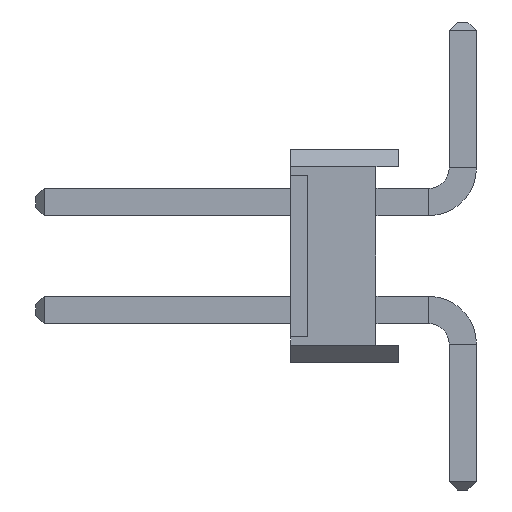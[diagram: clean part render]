
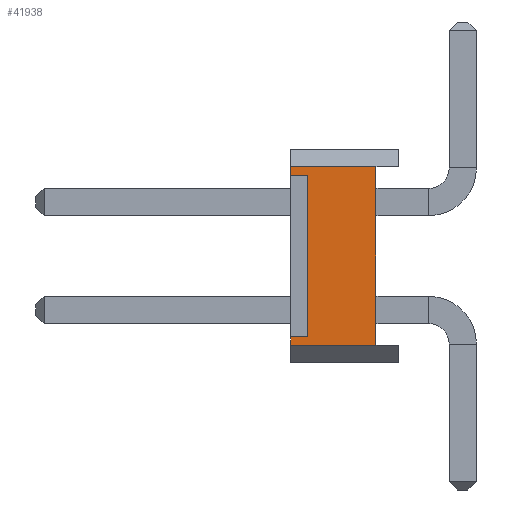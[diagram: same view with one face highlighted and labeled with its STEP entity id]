
A CAD part, left-side view. The second image highlights one B-rep face of the part: STEP entity #41938.
In plain terms, the highlighted planar face has unit normal (-1, 0, 0).
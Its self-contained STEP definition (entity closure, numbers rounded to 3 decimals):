
#3247 = EDGE_CURVE ( 'NONE', #20585, #3293, #27198, .T. ) ;
#3293 = VERTEX_POINT ( 'NONE', #42780 ) ;
#3757 = ORIENTED_EDGE ( 'NONE', *, *, #13427, .F. ) ;
#4078 = DIRECTION ( 'NONE',  ( 0., 0., -1. ) ) ;
#5127 = ORIENTED_EDGE ( 'NONE', *, *, #23504, .F. ) ;
#6913 = CARTESIAN_POINT ( 'NONE',  ( -1.27, 2.14, -1.9 ) ) ;
#6994 = ORIENTED_EDGE ( 'NONE', *, *, #15709, .F. ) ;
#8130 = PLANE ( 'NONE',  #36777 ) ;
#9138 = LINE ( 'NONE', #34664, #15959 ) ;
#9356 = VECTOR ( 'NONE', #25616, 1000. ) ;
#9521 = ORIENTED_EDGE ( 'NONE', *, *, #11961, .T. ) ;
#9890 = CARTESIAN_POINT ( 'NONE',  ( -1.27, 2.54, 1.9 ) ) ;
#10247 = LINE ( 'NONE', #29203, #39526 ) ;
#10418 = DIRECTION ( 'NONE',  ( 0., 0., 1. ) ) ;
#11146 = VERTEX_POINT ( 'NONE', #33363 ) ;
#11776 = CARTESIAN_POINT ( 'NONE',  ( -1.27, 2.54, -2.1 ) ) ;
#11961 = EDGE_CURVE ( 'NONE', #20585, #38846, #18996, .T. ) ;
#13378 = CARTESIAN_POINT ( 'NONE',  ( -1.27, 2.54, -2.1 ) ) ;
#13427 = EDGE_CURVE ( 'NONE', #20320, #11146, #41648, .T. ) ;
#14860 = FACE_OUTER_BOUND ( 'NONE', #40060, .T. ) ;
#15709 = EDGE_CURVE ( 'NONE', #11146, #38846, #37125, .T. ) ;
#15769 = VECTOR ( 'NONE', #4078, 1000. ) ;
#15959 = VECTOR ( 'NONE', #27338, 1000. ) ;
#17012 = VECTOR ( 'NONE', #27554, 1000. ) ;
#17907 = CARTESIAN_POINT ( 'NONE',  ( -1.27, 2.54, 2.1 ) ) ;
#18065 = DIRECTION ( 'NONE',  ( 0., -1., 0. ) ) ;
#18364 = VERTEX_POINT ( 'NONE', #40292 ) ;
#18373 = CARTESIAN_POINT ( 'NONE',  ( -1.27, 2.54, -2.1 ) ) ;
#18996 = LINE ( 'NONE', #18373, #9356 ) ;
#19040 = DIRECTION ( 'NONE',  ( 0., 0., -1. ) ) ;
#19667 = VERTEX_POINT ( 'NONE', #38813 ) ;
#20320 = VERTEX_POINT ( 'NONE', #36846 ) ;
#20585 = VERTEX_POINT ( 'NONE', #38060 ) ;
#21413 = CARTESIAN_POINT ( 'NONE',  ( -1.27, 0.54, 2.1 ) ) ;
#22953 = CARTESIAN_POINT ( 'NONE',  ( -1.27, 0.54, -2.1 ) ) ;
#23504 = EDGE_CURVE ( 'NONE', #19667, #18364, #44037, .T. ) ;
#25616 = DIRECTION ( 'NONE',  ( 0., -1., 0. ) ) ;
#27198 = LINE ( 'NONE', #13378, #17012 ) ;
#27338 = DIRECTION ( 'NONE',  ( 0., 1., 0. ) ) ;
#27554 = DIRECTION ( 'NONE',  ( 0., 0., 1. ) ) ;
#29203 = CARTESIAN_POINT ( 'NONE',  ( -1.27, 2.54, -2.1 ) ) ;
#31593 = VECTOR ( 'NONE', #18065, 1000. ) ;
#32038 = ORIENTED_EDGE ( 'NONE', *, *, #39973, .F. ) ;
#32218 = VECTOR ( 'NONE', #10418, 1000. ) ;
#33363 = CARTESIAN_POINT ( 'NONE',  ( -1.27, 0.54, 2.1 ) ) ;
#34664 = CARTESIAN_POINT ( 'NONE',  ( -1.27, 2.14, -1.9 ) ) ;
#35120 = VERTEX_POINT ( 'NONE', #9890 ) ;
#35481 = CARTESIAN_POINT ( 'NONE',  ( -1.27, 2.14, 1.9 ) ) ;
#35726 = VECTOR ( 'NONE', #46198, 1000. ) ;
#36554 = DIRECTION ( 'NONE',  ( 0., 0., 1. ) ) ;
#36619 = EDGE_CURVE ( 'NONE', #35120, #20320, #10247, .T. ) ;
#36777 = AXIS2_PLACEMENT_3D ( 'NONE', #11776, #36919, #19040 ) ;
#36846 = CARTESIAN_POINT ( 'NONE',  ( -1.27, 2.54, 2.1 ) ) ;
#36919 = DIRECTION ( 'NONE',  ( 1., 0., 0. ) ) ;
#37125 = LINE ( 'NONE', #21413, #15769 ) ;
#38060 = CARTESIAN_POINT ( 'NONE',  ( -1.27, 2.54, -2.1 ) ) ;
#38813 = CARTESIAN_POINT ( 'NONE',  ( -1.27, 2.14, -1.9 ) ) ;
#38846 = VERTEX_POINT ( 'NONE', #22953 ) ;
#39526 = VECTOR ( 'NONE', #36554, 1000. ) ;
#39668 = ORIENTED_EDGE ( 'NONE', *, *, #36619, .F. ) ;
#39973 = EDGE_CURVE ( 'NONE', #18364, #35120, #44217, .T. ) ;
#40042 = ORIENTED_EDGE ( 'NONE', *, *, #44877, .T. ) ;
#40060 = EDGE_LOOP ( 'NONE', ( #5127, #40042, #42535, #9521, #6994, #3757, #39668, #32038 ) ) ;
#40292 = CARTESIAN_POINT ( 'NONE',  ( -1.27, 2.14, 1.9 ) ) ;
#41648 = LINE ( 'NONE', #17907, #31593 ) ;
#41938 = ADVANCED_FACE ( 'NONE', ( #14860 ), #8130, .F. ) ;
#42535 = ORIENTED_EDGE ( 'NONE', *, *, #3247, .F. ) ;
#42780 = CARTESIAN_POINT ( 'NONE',  ( -1.27, 2.54, -1.9 ) ) ;
#44037 = LINE ( 'NONE', #6913, #32218 ) ;
#44217 = LINE ( 'NONE', #35481, #35726 ) ;
#44877 = EDGE_CURVE ( 'NONE', #19667, #3293, #9138, .T. ) ;
#46198 = DIRECTION ( 'NONE',  ( 0., 1., 0. ) ) ;
